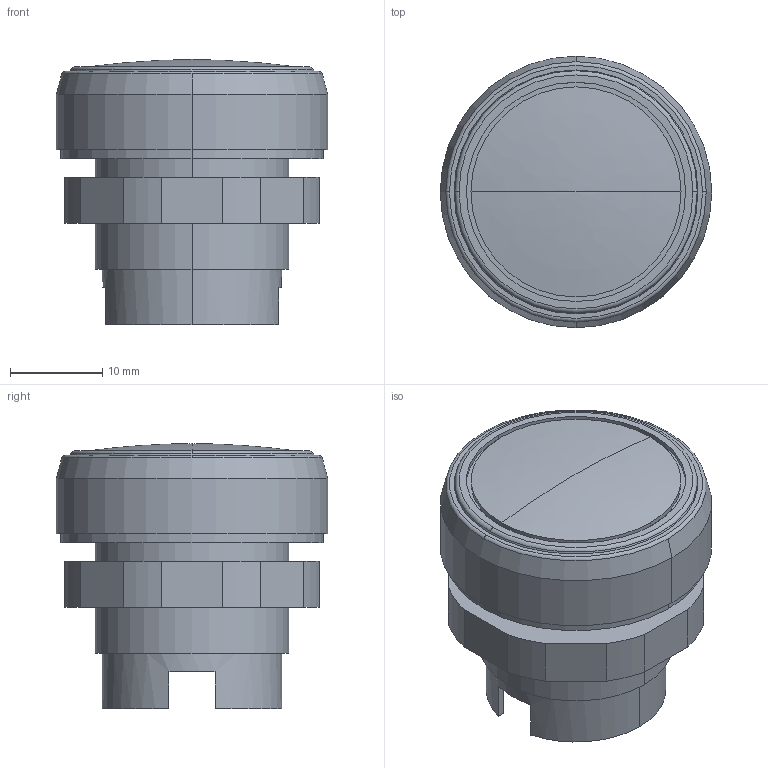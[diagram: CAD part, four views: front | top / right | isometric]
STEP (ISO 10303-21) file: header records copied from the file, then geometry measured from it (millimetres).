
FILE_DESCRIPTION((''),'2;1');
FILE_NAME('3d_LPL3.stp','2012-10-03T10:23:17',(''),(''),'Mechanical Desktop 2011','Mechanical Desktop 2011',', , ');
FILE_SCHEMA(('CONFIG_CONTROL_DESIGN'));
Length unit declared in the file: millimetre
Products named in the file (1): Product
Bounding box: 29.5 x 29.5 x 28.8 mm (x, y, z)
Volume: 13064 mm3; surface area: 4922.1 mm2
Topology: 2 solids, 2 shells, 57 faces, 146 edges, 97 vertices
Faces by surface type: cylinder 24, plane 23, torus 4, cone 4, bspline 2
Entity records: 1901 total; most frequent: CARTESIAN_POINT 351, DIRECTION 334, ORIENTED_EDGE 288, EDGE_CURVE 144, AXIS2_PLACEMENT_3D 134, VERTEX_POINT 97, CIRCLE 78, VECTOR 66
